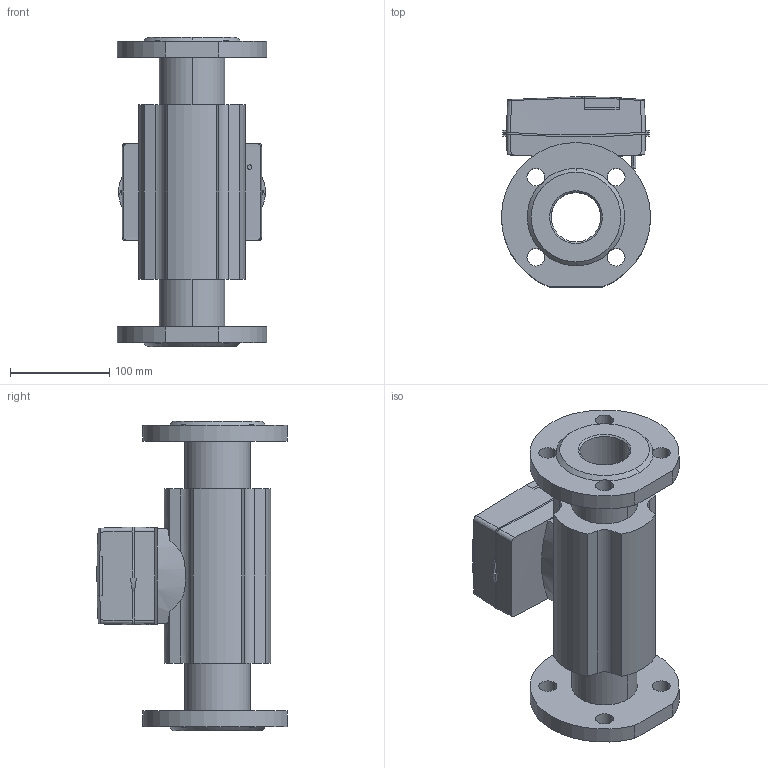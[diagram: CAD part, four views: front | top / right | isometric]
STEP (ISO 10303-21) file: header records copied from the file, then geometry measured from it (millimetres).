
FILE_DESCRIPTION (( 'STEP AP214' ), '1' );
FILE_NAME ('HYDRUS_GWZ_DN50_BL311_Australien_GWZ_DN50_BL311mm_ Australien-214.step', '2024-09-09T09:51:08', ( '' ), ( '' ), 'SwSTEP 2.0', 'SolidWorks 2022', '' );
FILE_SCHEMA (( 'AUTOMOTIVE_DESIGN' ));
Length unit declared in the file: millimetre
Products named in the file (3): 10000082454_SWP_000_GWZ_DN50_BL311mm; 10000082453_SWP_000_GWZ_Daten; HYDRUS_GWZ_DN50_BL311_Australien_GWZ_DN50_BL311mm_ Australien-214
Assembly tree (2 placements, depth 2):
  HYDRUS_GWZ_DN50_BL311_Australien_GWZ_DN50_BL311mm_ Australien-214
    10000082454_SWP_000_GWZ_DN50_BL311mm
    10000082453_SWP_000_GWZ_Daten
Bounding box: 149.99 x 191.21 x 311 mm (x, y, z)
Volume: 2575815 mm3; surface area: 275006.4 mm2
Topology: 3 solids, 3 shells, 131 faces, 422 edges, 300 vertices
Faces by surface type: cylinder 53, plane 47, bspline 23, cone 8
Entity records: 6134 total; most frequent: CARTESIAN_POINT 2476, ORIENTED_EDGE 844, DIRECTION 601, EDGE_CURVE 422, VERTEX_POINT 300, AXIS2_PLACEMENT_3D 229, EDGE_LOOP 156, B_SPLINE_CURVE_WITH_KNOTS 144
